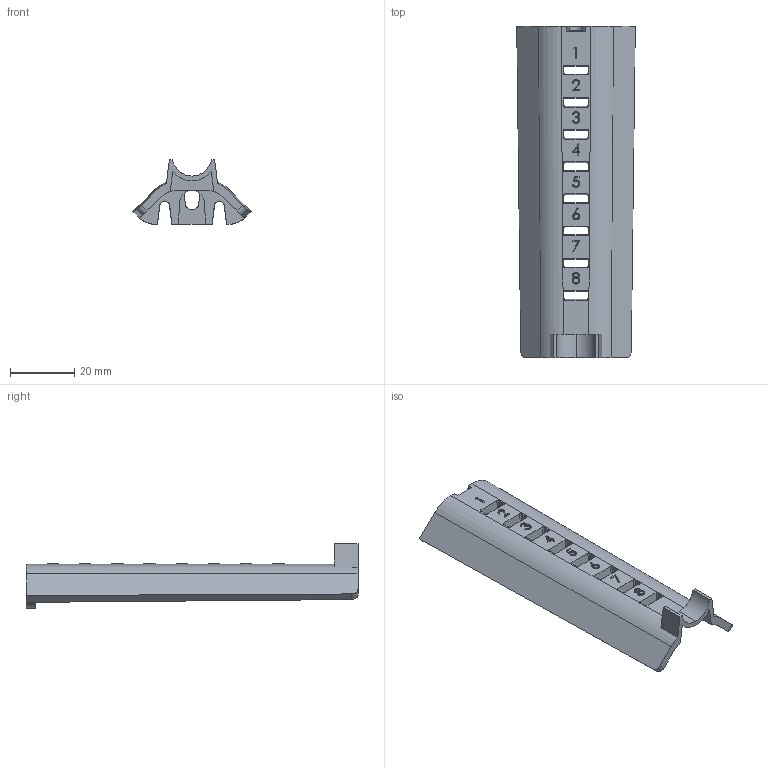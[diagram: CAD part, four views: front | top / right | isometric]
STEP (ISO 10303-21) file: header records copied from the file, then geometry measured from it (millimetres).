
FILE_DESCRIPTION (( 'STEP AP214' ), '1' );
FILE_NAME ('CB ARCA 15.STEP', '2013-10-14T11:52:24', ( 'KennethW' ), ( 'Microsoft' ), 'SwSTEP 2.0', 'SolidWorks 2013', '' );
FILE_SCHEMA (( 'AUTOMOTIVE_DESIGN' ));
Length unit declared in the file: millimetre
Products named in the file (1): CB ARCA 15
Bounding box: 36.84 x 103.2 x 20.2 mm (x, y, z)
Volume: 11862.6 mm3; surface area: 10051.7 mm2
Topology: 1 solids, 1 shells, 222 faces, 630 edges, 420 vertices
Faces by surface type: plane 119, bspline 54, cone 38, cylinder 11
Entity records: 10983 total; most frequent: CARTESIAN_POINT 5608, ORIENTED_EDGE 1260, DIRECTION 864, EDGE_CURVE 630, VERTEX_POINT 420, LINE 352, VECTOR 352, AXIS2_PLACEMENT_3D 256
